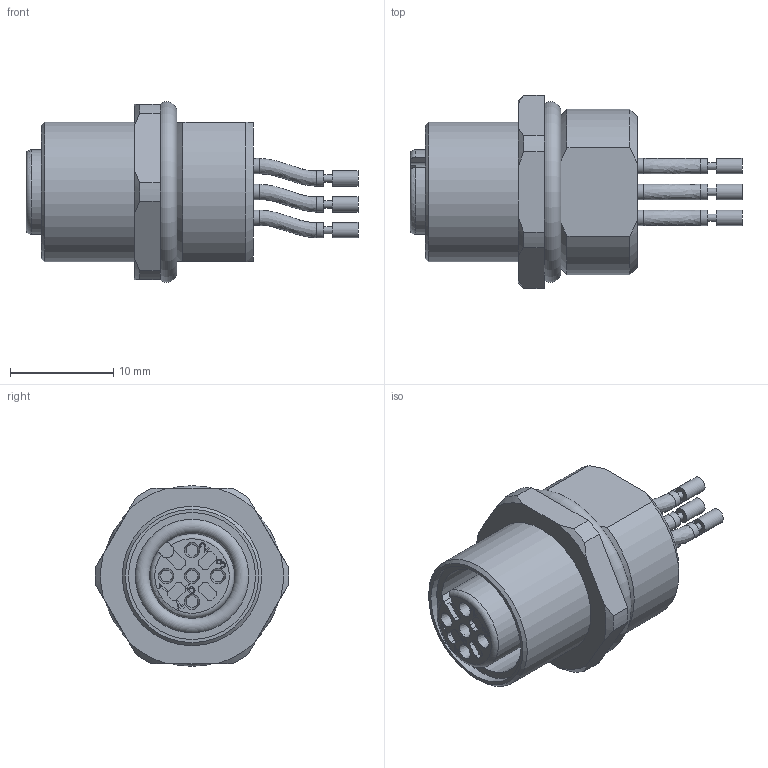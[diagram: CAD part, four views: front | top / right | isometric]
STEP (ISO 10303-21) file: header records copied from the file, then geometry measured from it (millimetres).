
FILE_DESCRIPTION(/* description */ (''),/* implementation_level */ '2;1');
FILE_NAME(/* name */ 'CD-FVM12KUA5-m_M16.stp',/* time_stamp */ '2019-01-11T09:22:47+01:00',/* author */ (''),/* organization */ (''),/* preprocessor_version */ 'ST-DEVELOPER v16',/* originating_system */ 'SIEMENS PLM Software NX 10.0',/* authorisation */ '');
FILE_SCHEMA (('AUTOMOTIVE_DESIGN { 1 0 10303 214 3 1 1 1 }'));
Length unit declared in the file: millimetre
Products named in the file (1): v.sh12C8C3725n19
Bounding box: 32.15 x 18.69 x 17.5 mm (x, y, z)
Volume: 3426.6 mm3; surface area: 2847.6 mm2
Topology: 3 solids, 3 shells, 213 faces, 525 edges, 349 vertices
Faces by surface type: plane 92, cylinder 60, extrusion 32, cone 18, torus 6, bspline 5
Full cylindrical faces by diameter (mm): 0.7 x5, 1.15 x5, 1.5 x15, 10.985 x1, 12.3 x1, 13.5 x2
Entity records: 6698 total; most frequent: CARTESIAN_POINT 2145, ORIENTED_EDGE 912, DIRECTION 813, EDGE_CURVE 456, VERTEX_POINT 327, AXIS2_PLACEMENT_3D 314, EDGE_LOOP 289, ADVANCED_FACE 213
